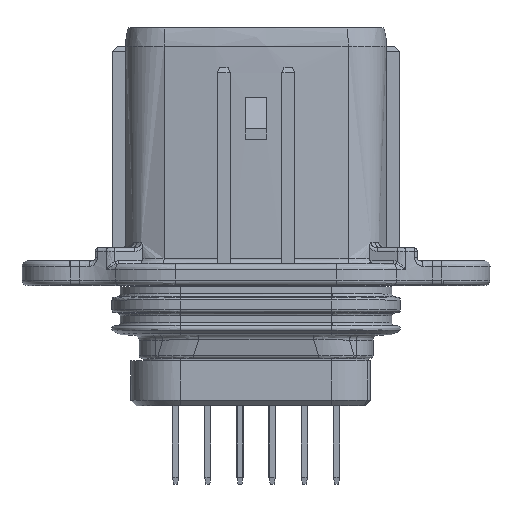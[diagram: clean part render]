
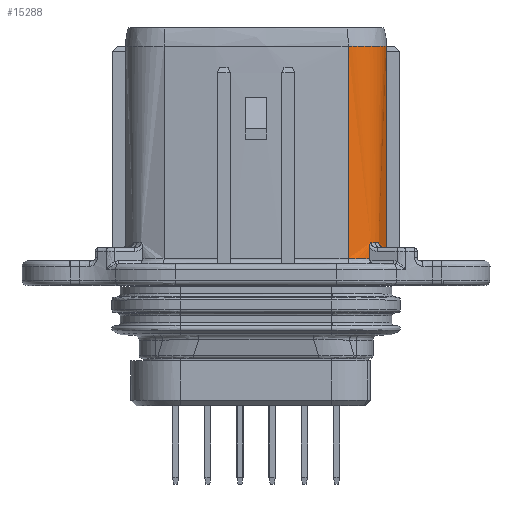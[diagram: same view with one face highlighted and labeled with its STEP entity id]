
A CAD part, top view. The second image highlights one B-rep face of the part: STEP entity #15288.
In plain terms, the highlighted free-form (B-spline) face has degree [1, 2] with [2, 5] control points.
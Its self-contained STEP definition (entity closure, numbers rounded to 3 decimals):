
#2503=CARTESIAN_POINT('',(11.121,2.,3.898));
#2504=VERTEX_POINT('',#2503);
#2523=CARTESIAN_POINT('',(10.691,2.,4.309));
#2524=VERTEX_POINT('',#2523);
#2525=CARTESIAN_POINT('',(11.121,2.,3.898));
#2526=CARTESIAN_POINT('',(11.041,2.,3.987));
#2527=CARTESIAN_POINT('',(10.958,2.,4.072));
#2528=CARTESIAN_POINT('',(10.872,2.,4.154));
#2529=CARTESIAN_POINT('',(10.783,2.,4.233));
#2530=CARTESIAN_POINT('',(10.691,2.,4.309));
#2531=B_SPLINE_CURVE_WITH_KNOTS('',5,(#2525,#2526,#2527,#2528,#2529,#2530),.UNSPECIFIED.,.F.,.U.,(6,6),(0.,0.149),.UNSPECIFIED.);
#2532=EDGE_CURVE('',#2504,#2524,#2531,.T.);
#11241=CARTESIAN_POINT('',(10.561,1.554,4.412));
#11242=VERTEX_POINT('',#11241);
#11253=CARTESIAN_POINT('',(10.561,0.5,4.412));
#11254=VERTEX_POINT('',#11253);
#11255=CARTESIAN_POINT('',(10.561,1.554,4.412));
#11256=CARTESIAN_POINT('',(10.561,1.343,4.412));
#11257=CARTESIAN_POINT('',(10.561,1.132,4.412));
#11258=CARTESIAN_POINT('',(10.561,0.921,4.412));
#11259=CARTESIAN_POINT('',(10.561,0.711,4.412));
#11260=CARTESIAN_POINT('',(10.561,0.5,4.412));
#11261=B_SPLINE_CURVE_WITH_KNOTS('',5,(#11255,#11256,#11257,#11258,#11259,#11260),.UNSPECIFIED.,.F.,.U.,(6,6),(0.,1.054),.UNSPECIFIED.);
#11262=EDGE_CURVE('',#11242,#11254,#11261,.T.);
#11588=CARTESIAN_POINT('',(11.635,1.2,3.184));
#11589=VERTEX_POINT('',#11588);
#11599=CARTESIAN_POINT('',(11.635,1.325,3.184));
#11600=VERTEX_POINT('',#11599);
#11601=CARTESIAN_POINT('',(11.635,1.2,3.184));
#11602=CARTESIAN_POINT('',(11.635,1.225,3.184));
#11603=CARTESIAN_POINT('',(11.635,1.25,3.184));
#11604=CARTESIAN_POINT('',(11.635,1.275,3.184));
#11605=CARTESIAN_POINT('',(11.635,1.3,3.184));
#11606=CARTESIAN_POINT('',(11.635,1.325,3.184));
#11607=B_SPLINE_CURVE_WITH_KNOTS('',5,(#11601,#11602,#11603,#11604,#11605,#11606),.UNSPECIFIED.,.F.,.U.,(6,6),(0.,0.125),.UNSPECIFIED.);
#11608=EDGE_CURVE('',#11589,#11600,#11607,.T.);
#12509=CARTESIAN_POINT('',(12.15,1.509,1.22));
#12510=VERTEX_POINT('',#12509);
#12521=CARTESIAN_POINT('',(12.148,1.2,1.353));
#12522=VERTEX_POINT('',#12521);
#12523=CARTESIAN_POINT('',(12.15,1.509,1.22));
#12524=CARTESIAN_POINT('',(12.15,1.451,1.256));
#12525=CARTESIAN_POINT('',(12.15,1.392,1.287));
#12526=CARTESIAN_POINT('',(12.149,1.329,1.314));
#12527=CARTESIAN_POINT('',(12.148,1.265,1.336));
#12528=CARTESIAN_POINT('',(12.148,1.2,1.353));
#12529=B_SPLINE_CURVE_WITH_KNOTS('',5,(#12523,#12524,#12525,#12526,#12527,#12528),.UNSPECIFIED.,.F.,.U.,(6,6),(0.,0.309),.UNSPECIFIED.);
#12530=EDGE_CURVE('',#12510,#12522,#12529,.T.);
#12571=CARTESIAN_POINT('',(12.148,1.2,1.353));
#12572=CARTESIAN_POINT('',(12.141,1.2,1.545));
#12573=CARTESIAN_POINT('',(12.123,1.2,1.736));
#12574=CARTESIAN_POINT('',(12.094,1.2,1.926));
#12575=CARTESIAN_POINT('',(12.013,1.2,2.302));
#12576=CARTESIAN_POINT('',(11.887,1.2,2.666));
#12577=CARTESIAN_POINT('',(11.813,1.2,2.844));
#12578=CARTESIAN_POINT('',(11.729,1.2,3.016));
#12579=CARTESIAN_POINT('',(11.635,1.2,3.184));
#12580=B_SPLINE_CURVE_WITH_KNOTS('',5,(#12571,#12572,#12573,#12574,#12575,#12576,#12577,#12578,#12579),.UNSPECIFIED.,.F.,.U.,(6,3,6),(0.,0.24,0.48),.UNSPECIFIED.);
#12581=EDGE_CURVE('',#12522,#11589,#12580,.T.);
#12818=CARTESIAN_POINT('',(8.571,0.5,5.197));
#12819=VERTEX_POINT('',#12818);
#13347=CARTESIAN_POINT('',(10.561,0.5,4.412));
#13348=CARTESIAN_POINT('',(10.388,0.5,4.542));
#13349=CARTESIAN_POINT('',(10.206,0.5,4.661));
#13350=CARTESIAN_POINT('',(10.017,0.5,4.767));
#13351=CARTESIAN_POINT('',(9.625,0.5,4.954));
#13352=CARTESIAN_POINT('',(9.211,0.5,5.086));
#13353=CARTESIAN_POINT('',(9.,0.5,5.137));
#13354=CARTESIAN_POINT('',(8.787,0.5,5.175));
#13355=CARTESIAN_POINT('',(8.571,0.5,5.197));
#13356=B_SPLINE_CURVE_WITH_KNOTS('',5,(#13347,#13348,#13349,#13350,#13351,#13352,#13353,#13354,#13355),.UNSPECIFIED.,.F.,.U.,(6,3,6),(0.,0.271,0.541),.UNSPECIFIED.);
#13357=EDGE_CURVE('',#11254,#12819,#13356,.T.);
#15173=CARTESIAN_POINT('',(10.691,2.,4.309));
#15174=CARTESIAN_POINT('',(10.663,1.956,4.331));
#15175=CARTESIAN_POINT('',(10.617,1.866,4.369));
#15176=CARTESIAN_POINT('',(10.571,1.712,4.404));
#15177=CARTESIAN_POINT('',(10.561,1.607,4.412));
#15178=CARTESIAN_POINT('',(10.561,1.554,4.412));
#15179=B_SPLINE_CURVE_WITH_KNOTS('',3,(#15173,#15174,#15175,#15176,#15177,#15178),.UNSPECIFIED.,.F.,.U.,(4,1,1,4),(0.,0.344,0.674,1.),.UNSPECIFIED.);
#15180=EDGE_CURVE('',#2524,#11242,#15179,.T.);
#15205=CARTESIAN_POINT('',(8.571,20.3,5.197));
#15206=CARTESIAN_POINT('',(12.15,20.3,4.819));
#15207=CARTESIAN_POINT('',(12.15,20.3,1.22));
#15208=CARTESIAN_POINT('',(12.15,20.3,1.22));
#15209=CARTESIAN_POINT('',(12.15,20.3,1.22));
#15210=CARTESIAN_POINT('',(8.571,0.5,5.197));
#15211=CARTESIAN_POINT('',(12.15,0.5,4.819));
#15212=CARTESIAN_POINT('',(12.15,0.5,1.22));
#15213=CARTESIAN_POINT('',(12.15,0.5,1.22));
#15214=CARTESIAN_POINT('',(12.15,0.5,1.22));
#15215=(BOUNDED_SURFACE()B_SPLINE_SURFACE(1,2,((#15205,#15206,#15207,#15208,#15209),(#15210,#15211,#15212,#15213,#15214)),.SURF_OF_LINEAR_EXTRUSION.,.F.,.F.,.U.)B_SPLINE_SURFACE_WITH_KNOTS((2,2),(3,2,3),(0.,4.95),(0.,5.824,5.824),.UNSPECIFIED.)GEOMETRIC_REPRESENTATION_ITEM()RATIONAL_B_SPLINE_SURFACE(((0.96,0.729,1.,1.,1.),(0.96,0.729,1.,1.,1.)))REPRESENTATION_ITEM('')SURFACE());
#15216=ORIENTED_EDGE('',*,*,#12581,.F.);
#15217=ORIENTED_EDGE('',*,*,#12530,.F.);
#15218=CARTESIAN_POINT('',(12.15,20.3,1.22));
#15219=VERTEX_POINT('',#15218);
#15220=CARTESIAN_POINT('',(12.15,1.509,1.22));
#15221=CARTESIAN_POINT('',(12.15,5.267,1.22));
#15222=CARTESIAN_POINT('',(12.15,9.025,1.22));
#15223=CARTESIAN_POINT('',(12.15,12.783,1.22));
#15224=CARTESIAN_POINT('',(12.15,16.542,1.22));
#15225=CARTESIAN_POINT('',(12.15,20.3,1.22));
#15226=B_SPLINE_CURVE_WITH_KNOTS('',5,(#15220,#15221,#15222,#15223,#15224,#15225),.UNSPECIFIED.,.F.,.U.,(6,6),(0.,18.791),.UNSPECIFIED.);
#15227=EDGE_CURVE('',#12510,#15219,#15226,.T.);
#15228=ORIENTED_EDGE('',*,*,#15227,.T.);
#15229=CARTESIAN_POINT('',(8.571,20.3,5.197));
#15230=VERTEX_POINT('',#15229);
#15231=CARTESIAN_POINT('',(12.15,20.3,1.22));
#15232=CARTESIAN_POINT('',(12.15,20.3,1.513));
#15233=CARTESIAN_POINT('',(12.123,20.3,1.806));
#15234=CARTESIAN_POINT('',(12.069,20.3,2.096));
#15235=CARTESIAN_POINT('',(11.91,20.3,2.662));
#15236=CARTESIAN_POINT('',(11.65,20.3,3.19));
#15237=CARTESIAN_POINT('',(11.496,20.3,3.441));
#15238=CARTESIAN_POINT('',(11.144,20.3,3.913));
#15239=CARTESIAN_POINT('',(10.712,20.3,4.313));
#15240=CARTESIAN_POINT('',(10.478,20.3,4.492));
#15241=CARTESIAN_POINT('',(9.98,20.3,4.807));
#15242=CARTESIAN_POINT('',(9.434,20.3,5.025));
#15243=CARTESIAN_POINT('',(9.151,20.3,5.109));
#15244=CARTESIAN_POINT('',(8.863,20.3,5.167));
#15245=CARTESIAN_POINT('',(8.571,20.3,5.197));
#15246=B_SPLINE_CURVE_WITH_KNOTS('',5,(#15231,#15232,#15233,#15234,#15235,#15236,#15237,#15238,#15239,#15240,#15241,#15242,#15243,#15244,#15245),.UNSPECIFIED.,.F.,.U.,(6,3,3,3,6),(0.,0.366,0.733,1.099,1.465),.UNSPECIFIED.);
#15247=EDGE_CURVE('',#15219,#15230,#15246,.T.);
#15248=ORIENTED_EDGE('',*,*,#15247,.T.);
#15249=CARTESIAN_POINT('',(8.571,20.3,5.197));
#15250=CARTESIAN_POINT('',(8.571,16.34,5.197));
#15251=CARTESIAN_POINT('',(8.571,12.38,5.197));
#15252=CARTESIAN_POINT('',(8.571,8.42,5.197));
#15253=CARTESIAN_POINT('',(8.571,4.46,5.197));
#15254=CARTESIAN_POINT('',(8.571,0.5,5.197));
#15255=B_SPLINE_CURVE_WITH_KNOTS('',5,(#15249,#15250,#15251,#15252,#15253,#15254),.UNSPECIFIED.,.F.,.U.,(6,6),(0.,19.8),.UNSPECIFIED.);
#15256=EDGE_CURVE('',#15230,#12819,#15255,.T.);
#15257=ORIENTED_EDGE('',*,*,#15256,.T.);
#15258=ORIENTED_EDGE('',*,*,#13357,.F.);
#15259=ORIENTED_EDGE('',*,*,#11262,.F.);
#15260=ORIENTED_EDGE('',*,*,#15180,.F.);
#15261=ORIENTED_EDGE('',*,*,#2532,.F.);
#15262=CARTESIAN_POINT('',(11.421,2.,3.523));
#15263=VERTEX_POINT('',#15262);
#15264=CARTESIAN_POINT('',(11.121,2.,3.898));
#15265=CARTESIAN_POINT('',(11.185,2.,3.827));
#15266=CARTESIAN_POINT('',(11.247,2.,3.753));
#15267=CARTESIAN_POINT('',(11.307,2.,3.678));
#15268=CARTESIAN_POINT('',(11.365,2.,3.601));
#15269=CARTESIAN_POINT('',(11.421,2.,3.523));
#15270=B_SPLINE_CURVE_WITH_KNOTS('',5,(#15264,#15265,#15266,#15267,#15268,#15269),.UNSPECIFIED.,.F.,.U.,(6,6),(0.,0.12),.UNSPECIFIED.);
#15271=EDGE_CURVE('',#2504,#15263,#15270,.T.);
#15272=ORIENTED_EDGE('',*,*,#15271,.T.);
#15273=CARTESIAN_POINT('',(11.421,2.,3.523));
#15274=CARTESIAN_POINT('',(11.441,1.959,3.494));
#15275=CARTESIAN_POINT('',(11.478,1.88,3.439));
#15276=CARTESIAN_POINT('',(11.532,1.768,3.356));
#15277=CARTESIAN_POINT('',(11.577,1.658,3.284));
#15278=CARTESIAN_POINT('',(11.609,1.548,3.228));
#15279=CARTESIAN_POINT('',(11.63,1.436,3.192));
#15280=CARTESIAN_POINT('',(11.634,1.362,3.184));
#15281=CARTESIAN_POINT('',(11.635,1.325,3.184));
#15282=B_SPLINE_CURVE_WITH_KNOTS('',3,(#15273,#15274,#15275,#15276,#15277,#15278,#15279,#15280,#15281),.UNSPECIFIED.,.F.,.U.,(4,1,1,1,1,1,4),(0.,0.201,0.387,0.559,0.719,0.865,1.),.UNSPECIFIED.);
#15283=EDGE_CURVE('',#15263,#11600,#15282,.T.);
#15284=ORIENTED_EDGE('',*,*,#15283,.T.);
#15285=ORIENTED_EDGE('',*,*,#11608,.F.);
#15286=EDGE_LOOP('',(#15216,#15217,#15228,#15248,#15257,#15258,#15259,#15260,#15261,#15272,#15284,#15285));
#15287=FACE_OUTER_BOUND('',#15286,.T.);
#15288=ADVANCED_FACE('',(#15287),#15215,.T.);
